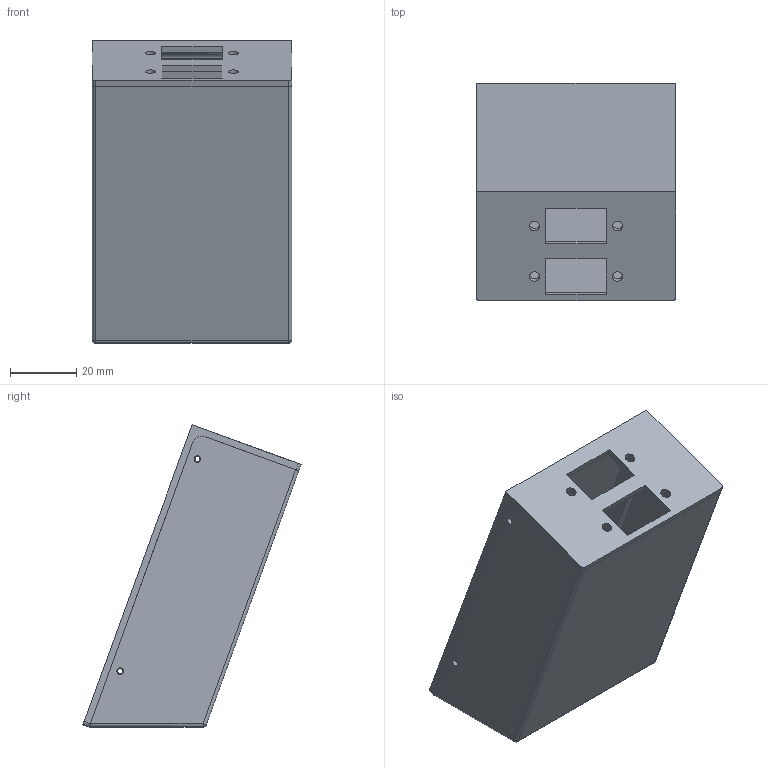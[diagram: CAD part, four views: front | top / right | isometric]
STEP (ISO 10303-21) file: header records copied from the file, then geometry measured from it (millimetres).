
FILE_DESCRIPTION(/* description */ ('Unknown'),/* implementation_level */ '2;1');
FILE_NAME(/* name */ 'Gehäuse',/* time_stamp */ '2020-06-07T09:53:31+02:00',/* author */ ('Unknown'),/* organization */ ('Unknown'),/* preprocessor_version */ 'ST-DEVELOPER v16.7',/* originating_system */ 'DEX',/* authorisation */ $);
FILE_SCHEMA (('AUTOMOTIVE_DESIGN {1 0 10303 214 3 1 1}'));
Length unit declared in the file: millimetre
Products named in the file (4): Gehäuse; Gehäusefront; Display; Gehäuseboden
Assembly tree (3 placements, depth 2):
  Gehäuse
    Gehäusefront
    Display
    Gehäuseboden
Bounding box: 60 x 65.66 x 90.99 mm (x, y, z)
Volume: 44457.1 mm3; surface area: 44766 mm2
Topology: 3 solids, 3 shells, 95 faces, 265 edges, 175 vertices
Faces by surface type: plane 58, cylinder 33, sphere 2, bspline 2
Full cylindrical faces by diameter (mm): 1.5 x4, 2 x4, 3 x4, 7.5 x1
Entity records: 3064 total; most frequent: CARTESIAN_POINT 522, DIRECTION 505, ORIENTED_EDGE 480, EDGE_CURVE 240, LINE 169, VECTOR 169, AXIS2_PLACEMENT_3D 168, VERTEX_POINT 165
